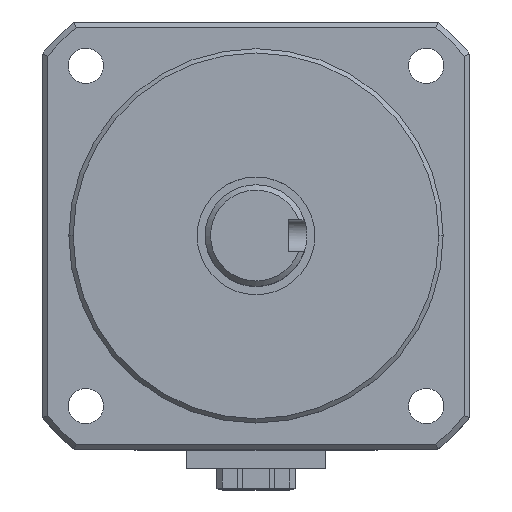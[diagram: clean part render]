
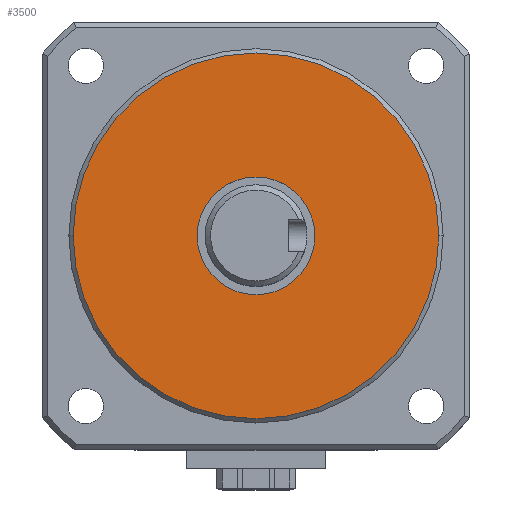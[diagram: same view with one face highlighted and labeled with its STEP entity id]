
A CAD part, top view. The second image highlights one B-rep face of the part: STEP entity #3500.
In plain terms, the highlighted face is planar.
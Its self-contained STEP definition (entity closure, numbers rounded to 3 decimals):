
#3020=CARTESIAN_POINT('',(-11.,0.,8.2));
#3030=VERTEX_POINT('',#3020);
#3060=CARTESIAN_POINT('',(0.,0.,8.2));
#3070=DIRECTION('',(0.,0.,-1.));
#3080=DIRECTION('',(-1.,0.,0.));
#3090=AXIS2_PLACEMENT_3D('',#3060,#3070,#3080);
#3100=CIRCLE('',#3090,11.);
#3110=CARTESIAN_POINT('',(11.,0.,8.2));
#3120=VERTEX_POINT('',#3110);
#3130=EDGE_CURVE('',#3120,#3030,#3100,.T.);
#3250=CARTESIAN_POINT('',(-37.75,0.,8.2));
#3260=DIRECTION('',(0.,0.,-1.));
#3270=DIRECTION('',(-1.,0.,0.));
#3280=AXIS2_PLACEMENT_3D('',#3250,#3260,#3270);
#3290=PLANE('',#3280);
#3300=EDGE_CURVE('',#3030,#3120,#3100,.T.);
#3310=ORIENTED_EDGE('',*,*,#3300,.F.);
#3320=ORIENTED_EDGE('',*,*,#3130,.F.);
#3330=EDGE_LOOP('',(#3320,#3310));
#3340=FACE_BOUND('',#3330,.T.);
#3350=CARTESIAN_POINT('',(0.,0.,8.2));
#3360=DIRECTION('',(0.,0.,-1.));
#3370=DIRECTION('',(-1.,0.,0.));
#3380=AXIS2_PLACEMENT_3D('',#3350,#3360,#3370);
#3390=CIRCLE('',#3380,34.2);
#3400=CARTESIAN_POINT('',(-34.2,0.,8.2));
#3410=VERTEX_POINT('',#3400);
#3420=CARTESIAN_POINT('',(34.2,0.,8.2));
#3430=VERTEX_POINT('',#3420);
#3440=EDGE_CURVE('',#3410,#3430,#3390,.T.);
#3450=ORIENTED_EDGE('',*,*,#3440,.T.);
#3460=EDGE_CURVE('',#3430,#3410,#3390,.T.);
#3470=ORIENTED_EDGE('',*,*,#3460,.T.);
#3480=EDGE_LOOP('',(#3470,#3450));
#3490=FACE_OUTER_BOUND('',#3480,.T.);
#3500=ADVANCED_FACE('',(#3340,#3490),#3290,.T.);
